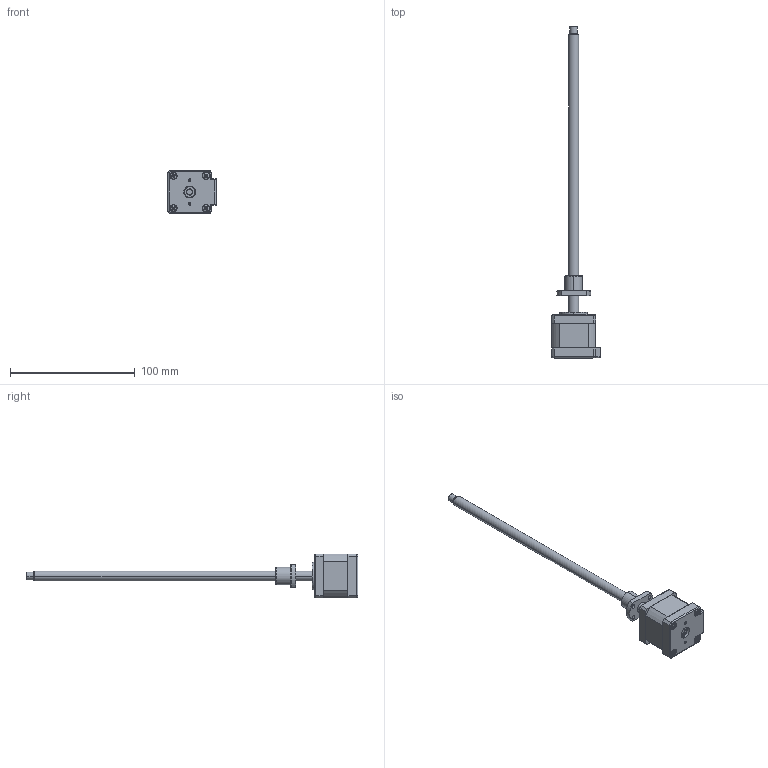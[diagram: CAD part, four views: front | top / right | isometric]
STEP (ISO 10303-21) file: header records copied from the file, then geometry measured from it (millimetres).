
FILE_DESCRIPTION (( 'STEP AP203' ), '1' );
FILE_NAME ('BE143S-B0801-225-AK1-S-150.STEP', '2019-04-10T06:59:22', ( 'Sky123.Org' ), ( 'Sky123.Org' ), 'SwSTEP 2.0', 'SolidWorks 2014', '' );
FILE_SCHEMA (( 'CONFIG_CONTROL_DESIGN' ));
Length unit declared in the file: millimetre
Products named in the file (1): BE143S-B0801-225-AK1-S-150
Bounding box: 38.7 x 265.6 x 35 mm (x, y, z)
Surface area: 16970.4 mm2 (no closed solid volume)
Topology: 0 solids, 27 shells, 256 faces, 837 edges, 576 vertices
Faces by surface type: cylinder 100, plane 75, cone 61, torus 12, sphere 8
Entity records: 9640 total; most frequent: CARTESIAN_POINT 2293, DIRECTION 1578, ORIENTED_EDGE 1337, EDGE_CURVE 833, AXIS2_PLACEMENT_3D 603, VERTEX_POINT 576, VECTOR 372, LINE 372
